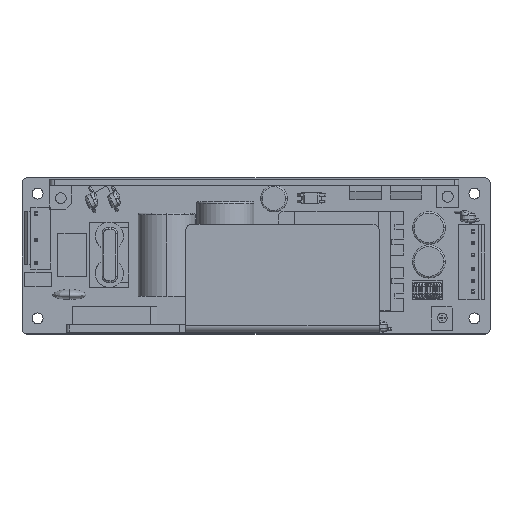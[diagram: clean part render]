
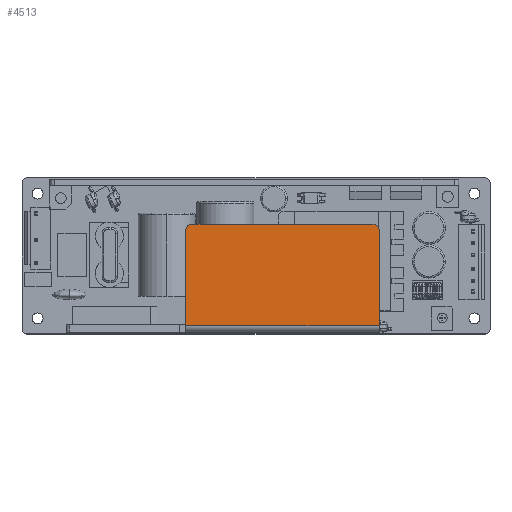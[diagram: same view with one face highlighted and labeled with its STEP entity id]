
A CAD part, top view. The second image highlights one B-rep face of the part: STEP entity #4513.
In plain terms, the highlighted planar face has unit normal (0, 0, 1).
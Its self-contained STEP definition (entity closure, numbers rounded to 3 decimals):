
#1149=DIRECTION('',(0.,1.,0.));
#1150=VECTOR('',#1149,30.5);
#1151=CARTESIAN_POINT('',(41.452,-18.838,24.5));
#1152=LINE('',#1151,#1150);
#1158=CARTESIAN_POINT('',(-18.548,11.662,24.5));
#1159=DIRECTION('',(0.,0.,1.));
#1160=DIRECTION('',(0.,1.,0.));
#1161=AXIS2_PLACEMENT_3D('',#1158,#1159,#1160);
#1163=DIRECTION('',(-1.,0.,0.));
#1164=VECTOR('',#1163,58.);
#1165=CARTESIAN_POINT('',(39.452,13.662,24.5));
#1166=LINE('',#1165,#1164);
#1167=CARTESIAN_POINT('',(39.452,11.662,24.5));
#1168=DIRECTION('',(0.,0.,1.));
#1169=DIRECTION('',(1.,0.,0.));
#1170=AXIS2_PLACEMENT_3D('',#1167,#1168,#1169);
#1172=DIRECTION('',(1.,0.,0.));
#1173=VECTOR('',#1172,62.);
#1174=CARTESIAN_POINT('',(-20.548,-18.838,24.5));
#1175=LINE('',#1174,#1173);
#1332=DIRECTION('',(0.,-1.,0.));
#1333=VECTOR('',#1332,30.5);
#1334=CARTESIAN_POINT('',(-20.548,11.662,24.5));
#1335=LINE('',#1334,#1333);
#2765=CARTESIAN_POINT('',(41.452,-18.838,24.5));
#2767=VERTEX_POINT('',#2765);
#2771=CARTESIAN_POINT('',(-20.548,-18.838,24.5));
#2772=VERTEX_POINT('',#2771);
#2927=CARTESIAN_POINT('',(-18.548,13.662,24.5));
#2928=VERTEX_POINT('',#2927);
#2929=CARTESIAN_POINT('',(-20.548,11.662,24.5));
#2930=VERTEX_POINT('',#2929);
#2931=CARTESIAN_POINT('',(41.452,11.662,24.5));
#2933=VERTEX_POINT('',#2931);
#2935=CARTESIAN_POINT('',(39.452,13.662,24.5));
#2936=VERTEX_POINT('',#2935);
#4498=CARTESIAN_POINT('',(0.,0.,24.5));
#4499=DIRECTION('',(0.,0.,1.));
#4500=DIRECTION('',(1.,0.,0.));
#4501=AXIS2_PLACEMENT_3D('',#4498,#4499,#4500);
#4502=PLANE('',#4501);
#4503=ORIENTED_EDGE('',*,*,#4420,.F.);
#4504=ORIENTED_EDGE('',*,*,#4438,.F.);
#4505=ORIENTED_EDGE('',*,*,#4491,.F.);
#4506=ORIENTED_EDGE('',*,*,#4480,.F.);
#4508=ORIENTED_EDGE('',*,*,#4507,.F.);
#4510=ORIENTED_EDGE('',*,*,#4509,.F.);
#4511=EDGE_LOOP('',(#4503,#4504,#4505,#4506,#4508,#4510));
#4512=FACE_OUTER_BOUND('',#4511,.F.);
#1162=CIRCLE('',#1161,2.);
#1171=CIRCLE('',#1170,2.);
#4420=EDGE_CURVE('',#2928,#2930,#1162,.T.);
#4438=EDGE_CURVE('',#2936,#2928,#1166,.T.);
#4480=EDGE_CURVE('',#2767,#2933,#1152,.T.);
#4491=EDGE_CURVE('',#2933,#2936,#1171,.T.);
#4507=EDGE_CURVE('',#2772,#2767,#1175,.T.);
#4509=EDGE_CURVE('',#2930,#2772,#1335,.T.);
#4513=ADVANCED_FACE('',(#4512),#4502,.T.);
